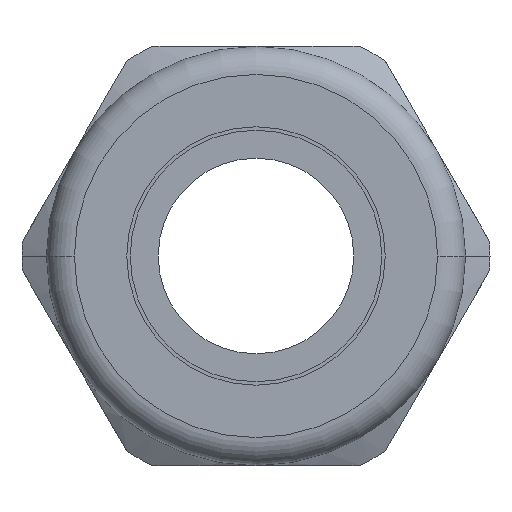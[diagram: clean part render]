
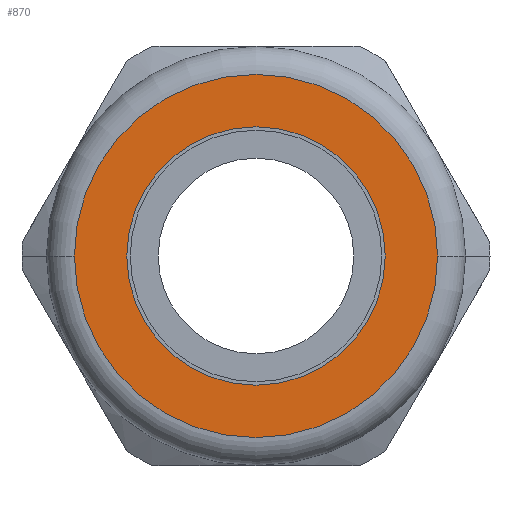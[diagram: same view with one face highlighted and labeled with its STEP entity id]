
A CAD part, front view. The second image highlights one B-rep face of the part: STEP entity #870.
In plain terms, the highlighted face is planar.
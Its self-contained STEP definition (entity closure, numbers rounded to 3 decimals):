
#480=CARTESIAN_POINT('',(0.,0.,15.));
#490=DIRECTION('',(0.,0.,1.));
#500=DIRECTION('',(1.,0.,0.));
#510=AXIS2_PLACEMENT_3D('',#480,#490,#500);
#520=PLANE('',#510);
#530=CARTESIAN_POINT('',(0.,0.,15.));
#540=DIRECTION('',(0.,0.,1.));
#550=DIRECTION('',(1.,0.,0.));
#560=AXIS2_PLACEMENT_3D('',#530,#540,#550);
#570=CIRCLE('',#560,9.25);
#580=CARTESIAN_POINT('',(9.25,0.,15.));
#590=VERTEX_POINT('',#580);
#600=CARTESIAN_POINT('',(-9.25,0.,15.));
#610=VERTEX_POINT('',#600);
#620=EDGE_CURVE('',#590,#610,#570,.T.);
#630=ORIENTED_EDGE('',*,*,#620,.F.);
#640=EDGE_CURVE('',#610,#590,#570,.T.);
#650=ORIENTED_EDGE('',*,*,#640,.F.);
#660=EDGE_LOOP('',(#650,#630));
#670=FACE_BOUND('',#660,.T.);
#680=CARTESIAN_POINT('',(0.,0.,15.));
#690=DIRECTION('',(0.,0.,-1.));
#700=DIRECTION('',(-1.,0.,0.));
#710=AXIS2_PLACEMENT_3D('',#680,#690,#700);
#720=CIRCLE('',#710,13.);
#730=CARTESIAN_POINT('',(11.258,-6.5,15.));
#740=VERTEX_POINT('',#730);
#750=CARTESIAN_POINT('',(-13.,0.,15.));
#760=VERTEX_POINT('',#750);
#770=EDGE_CURVE('',#740,#760,#720,.T.);
#780=ORIENTED_EDGE('',*,*,#770,.F.);
#790=CARTESIAN_POINT('',(13.,0.,15.));
#800=VERTEX_POINT('',#790);
#810=EDGE_CURVE('',#760,#800,#720,.T.);
#820=ORIENTED_EDGE('',*,*,#810,.F.);
#830=EDGE_CURVE('',#800,#740,#720,.T.);
#840=ORIENTED_EDGE('',*,*,#830,.F.);
#850=EDGE_LOOP('',(#840,#820,#780));
#860=FACE_OUTER_BOUND('',#850,.T.);
#870=ADVANCED_FACE('',(#670,#860),#520,.T.);
